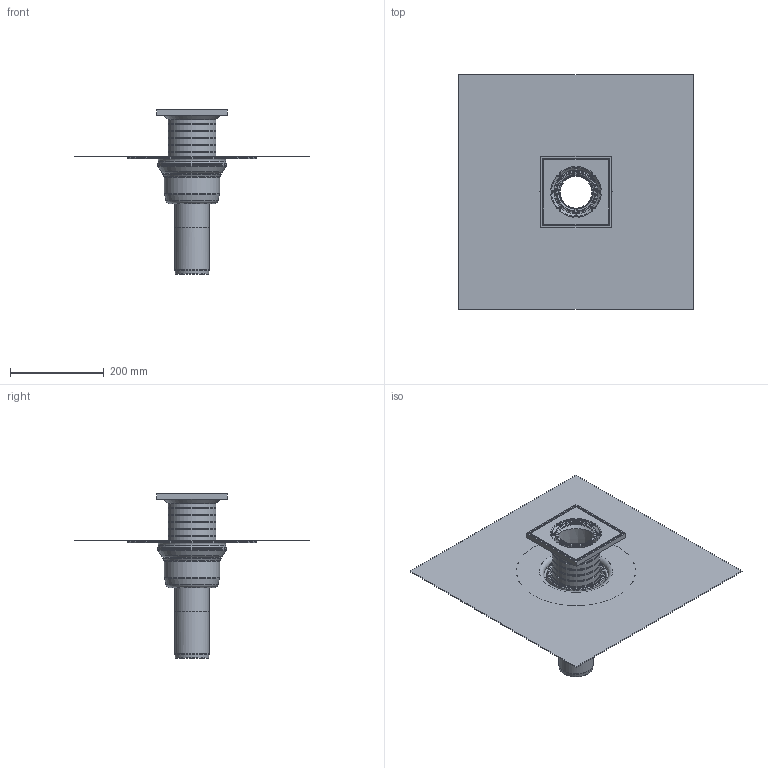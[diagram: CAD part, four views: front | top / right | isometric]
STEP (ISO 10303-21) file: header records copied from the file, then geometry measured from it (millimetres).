
FILE_DESCRIPTION(/* description */ (''),/* implementation_level */ '2;1');
FILE_NAME(/* name */ '16260.070X_3D.stp',/* time_stamp */ '2024-12-12T07:22:27+01:00',/* author */ ('CAD'),/* organization */ (''),/* preprocessor_version */ 'ST-DEVELOPER v20',/* originating_system */ 'AutoCAD Mechanical',/* authorisation */ '');
FILE_SCHEMA (('AUTOMOTIVE_DESIGN { 1 0 10303 214 3 1 1 }'));
Length unit declared in the file: millimetre
Products named in the file (2): Product; *S0
Assembly tree (1 placements, depth 2):
  Product
    *S0
Bounding box: 500 x 500 x 349.44 mm (x, y, z)
Volume: 930134.8 mm3; surface area: 1029668.6 mm2
Topology: 9 solids, 10 shells, 375 faces, 883 edges, 541 vertices
Faces by surface type: cylinder 131, torus 108, plane 89, cone 39, sphere 8
Full cylindrical faces by diameter (mm): 3.5 x4, 8.5 x4, 69.8 x1, 73 x3, 73.2 x1, 75 x1, 78 x1, 101 x8, 102 x10, 114 x1, 116 x2, 118 x1, 120 x4, 140 x1, 143 x2, 146 x1, 156.503 x2
Entity records: 11309 total; most frequent: DIRECTION 2184, CARTESIAN_POINT 2154, ORIENTED_EDGE 1750, AXIS2_PLACEMENT_3D 971, EDGE_CURVE 875, CIRCLE 577, VERTEX_POINT 541, EDGE_LOOP 432
